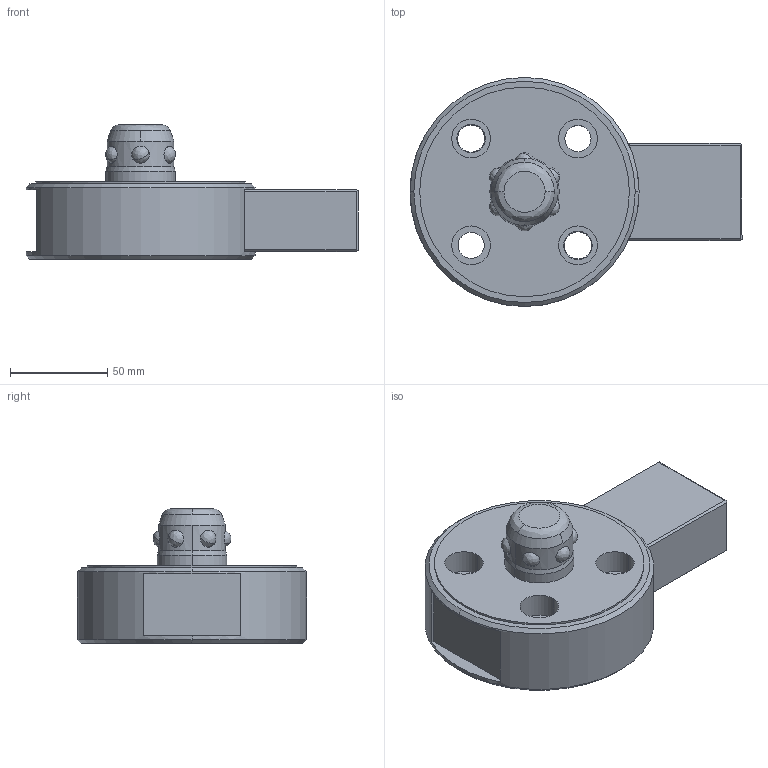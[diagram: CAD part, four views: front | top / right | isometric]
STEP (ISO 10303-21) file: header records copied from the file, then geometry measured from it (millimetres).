
FILE_DESCRIPTION (( 'STEP AP214' ), '1' );
FILE_NAME ('EH 1990.101.STEP', '2006-10-06T07:05:16', ( 'John Doe' ), ( 'none' ), 'SwSTEP 2.0', 'SolidWorks 2002296', '' );
FILE_SCHEMA (( 'AUTOMOTIVE_DESIGN' ));
Length unit declared in the file: millimetre
Products named in the file (3): EH 1990.101; Imported3; Imported2
Assembly tree (2 placements, depth 2):
  EH 1990.101
    Imported2
    Imported3
Bounding box: 171 x 118 x 69.5 mm (x, y, z)
Volume: 500869.7 mm3; surface area: 64168.9 mm2
Topology: 2 solids, 2 shells, 626 faces, 1383 edges, 766 vertices
Faces by surface type: bspline 233, cone 226, cylinder 135, plane 32
Entity records: 27145 total; most frequent: CARTESIAN_POINT 6789, DIRECTION 3072, ORIENTED_EDGE 2750, EDGE_CURVE 1375, AXIS2_PLACEMENT_3D 1327, CIRCLE 929, VERTEX_POINT 766, EDGE_LOOP 647
